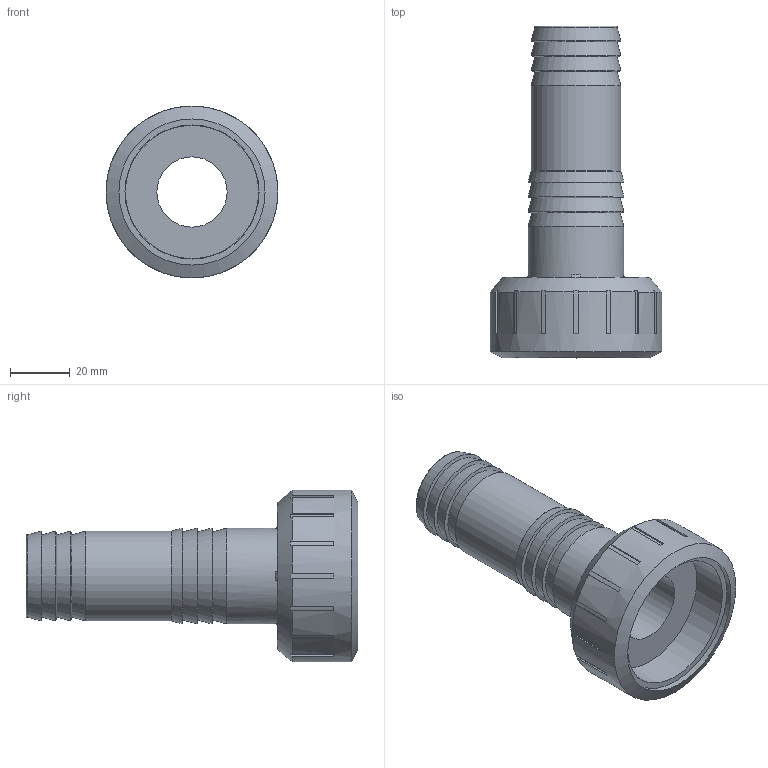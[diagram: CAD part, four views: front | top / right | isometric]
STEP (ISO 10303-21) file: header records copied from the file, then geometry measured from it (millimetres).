
FILE_DESCRIPTION(/* description */ (''),/* implementation_level */ '2;1');
FILE_NAME(/* name */ 'ADV112030032.iam.stp',/* time_stamp */ '2013-10-01T14:58:17+02:00',/* author */ ('bfaro'),/* organization */ (''),/* preprocessor_version */ 'ST-DEVELOPER v15.2',/* originating_system */ 'Autodesk Inventor 2014',/* authorisation */ '');
FILE_SCHEMA (('AUTOMOTIVE_DESIGN { 1 0 10303 214 3 1 1 }'));
Length unit declared in the file: millimetre
Products named in the file (3): 101634_1; 101727; ADV112030032
Bounding box: 57.5 x 111 x 57.5 mm (x, y, z)
Volume: 59465 mm3; surface area: 30131.2 mm2
Topology: 2 solids, 2 shells, 116 faces, 312 edges, 202 vertices
Faces by surface type: plane 62, cylinder 28, cone 20, torus 6
Full cylindrical faces by diameter (mm): 23.5 x1, 30 x1, 32 x1, 41.6 x1, 44.6 x1, 44.845 x1, 48.9 x1, 57.5 x1
Entity records: 3564 total; most frequent: CARTESIAN_POINT 753, DIRECTION 590, ORIENTED_EDGE 564, EDGE_CURVE 282, AXIS2_PLACEMENT_3D 235, VERTEX_POINT 198, EDGE_LOOP 148, LINE 120
